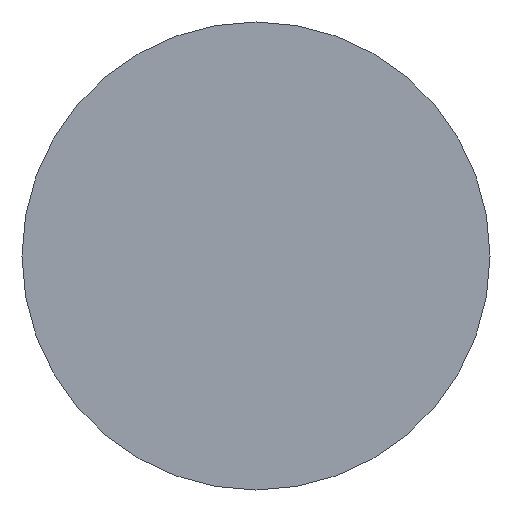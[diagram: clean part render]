
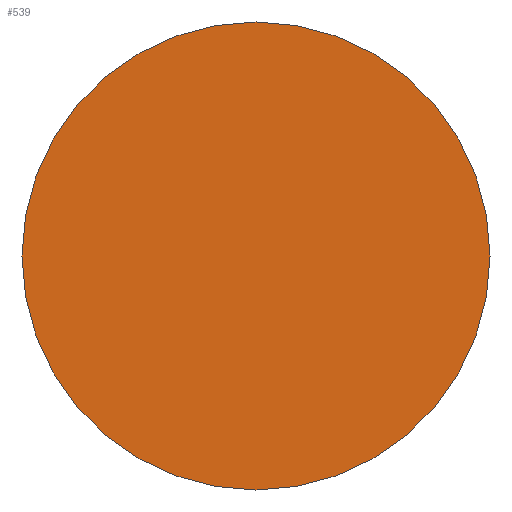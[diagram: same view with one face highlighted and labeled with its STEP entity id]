
A CAD part, front view. The second image highlights one B-rep face of the part: STEP entity #539.
In plain terms, the highlighted planar face has unit normal (0, -1, 0).
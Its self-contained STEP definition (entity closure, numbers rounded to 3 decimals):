
#53=PLANE('',#621);
#85=FACE_OUTER_BOUND('',#122,.T.);
#122=EDGE_LOOP('',(#418));
#187=CIRCLE('',#620,21.5);
#232=VERTEX_POINT('',#959);
#297=EDGE_CURVE('',#232,#232,#187,.T.);
#418=ORIENTED_EDGE('',*,*,#297,.T.);
#539=ADVANCED_FACE('',(#85),#53,.T.);
#620=AXIS2_PLACEMENT_3D('',#960,#747,#748);
#621=AXIS2_PLACEMENT_3D('',#962,#750,#751);
#747=DIRECTION('center_axis',(0.,-1.,0.));
#748=DIRECTION('ref_axis',(1.,0.,0.));
#750=DIRECTION('center_axis',(0.,-1.,0.));
#751=DIRECTION('ref_axis',(0.,0.,-1.));
#959=CARTESIAN_POINT('',(-21.5,0.,0.));
#960=CARTESIAN_POINT('Origin',(0.,0.,0.));
#962=CARTESIAN_POINT('Origin',(0.,0.,0.));
